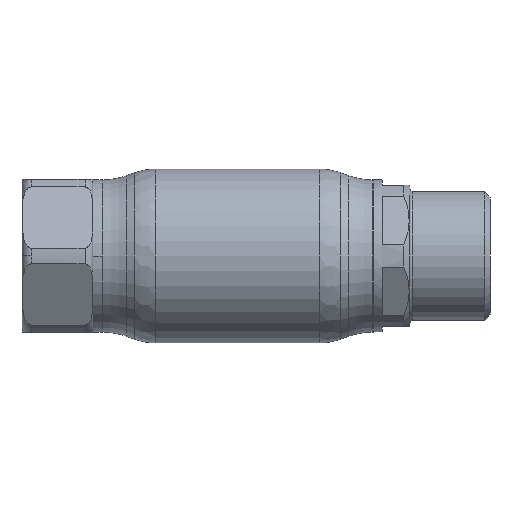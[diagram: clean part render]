
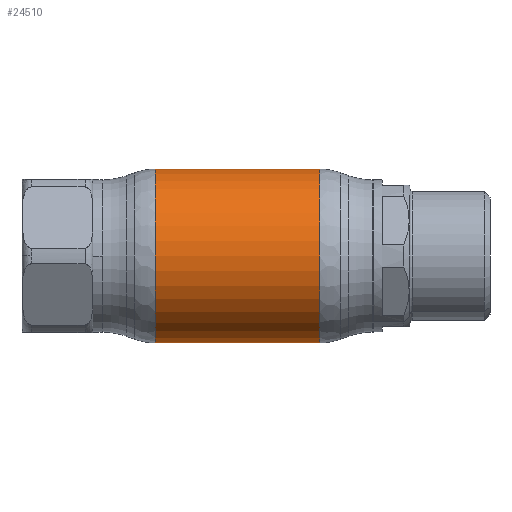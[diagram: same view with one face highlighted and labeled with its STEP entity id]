
A CAD part, front view. The second image highlights one B-rep face of the part: STEP entity #24510.
In plain terms, the highlighted cylindrical face has radius 28.25 mm (diameter 56.5 mm), a partial arc.
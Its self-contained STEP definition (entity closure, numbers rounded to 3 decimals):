
#801 = LINE ( 'NONE', #48599, #1681 ) ;
#1681 = VECTOR ( 'NONE', #22870, 1000. ) ;
#3228 = CARTESIAN_POINT ( 'NONE',  ( -26.673, 0., 0. ) ) ;
#3670 = ORIENTED_EDGE ( 'NONE', *, *, #40570, .T. ) ;
#5195 = CARTESIAN_POINT ( 'NONE',  ( -62.69, 0., 28.25 ) ) ;
#8023 = DIRECTION ( 'NONE',  ( 0., 0., 1. ) ) ;
#9944 = AXIS2_PLACEMENT_3D ( 'NONE', #3228, #20967, #49590 ) ;
#10951 = CYLINDRICAL_SURFACE ( 'NONE', #24641, 28.25 ) ;
#12803 = VERTEX_POINT ( 'NONE', #20549 ) ;
#17987 = EDGE_CURVE ( 'NONE', #54496, #25451, #801, .T. ) ;
#18110 = CARTESIAN_POINT ( 'NONE',  ( 26.673, 0., 0. ) ) ;
#19359 = ORIENTED_EDGE ( 'NONE', *, *, #46597, .F. ) ;
#20549 = CARTESIAN_POINT ( 'NONE',  ( 26.673, 0., 28.25 ) ) ;
#20714 = CIRCLE ( 'NONE', #50571, 28.25 ) ;
#20967 = DIRECTION ( 'NONE',  ( -1., 0., 0. ) ) ;
#22870 = DIRECTION ( 'NONE',  ( -1., 0., 0. ) ) ;
#24239 = VERTEX_POINT ( 'NONE', #37314 ) ;
#24510 = ADVANCED_FACE ( 'NONE', ( #50950 ), #10951, .T. ) ;
#24641 = AXIS2_PLACEMENT_3D ( 'NONE', #24952, #29903, #8023 ) ;
#24952 = CARTESIAN_POINT ( 'NONE',  ( -62.69, 0., 0. ) ) ;
#25291 = CARTESIAN_POINT ( 'NONE',  ( -26.673, 0., -28.25 ) ) ;
#25451 = VERTEX_POINT ( 'NONE', #25291 ) ;
#27646 = VECTOR ( 'NONE', #44880, 1000. ) ;
#29471 = CIRCLE ( 'NONE', #9944, 28.25 ) ;
#29903 = DIRECTION ( 'NONE',  ( -1., 0., 0. ) ) ;
#33313 = ORIENTED_EDGE ( 'NONE', *, *, #57254, .T. ) ;
#35116 = ORIENTED_EDGE ( 'NONE', *, *, #17987, .F. ) ;
#35353 = DIRECTION ( 'NONE',  ( -1., 0., 0. ) ) ;
#35603 = CARTESIAN_POINT ( 'NONE',  ( 26.673, 0., -28.25 ) ) ;
#37314 = CARTESIAN_POINT ( 'NONE',  ( -26.673, 0., 28.25 ) ) ;
#37876 = EDGE_LOOP ( 'NONE', ( #35116, #33313, #3670, #19359 ) ) ;
#40022 = DIRECTION ( 'NONE',  ( 0., 0., 1. ) ) ;
#40570 = EDGE_CURVE ( 'NONE', #12803, #24239, #49820, .T. ) ;
#44880 = DIRECTION ( 'NONE',  ( -1., 0., 0. ) ) ;
#46597 = EDGE_CURVE ( 'NONE', #25451, #24239, #29471, .T. ) ;
#48599 = CARTESIAN_POINT ( 'NONE',  ( -62.69, 0., -28.25 ) ) ;
#49590 = DIRECTION ( 'NONE',  ( 0., 0., 1. ) ) ;
#49820 = LINE ( 'NONE', #5195, #27646 ) ;
#50571 = AXIS2_PLACEMENT_3D ( 'NONE', #18110, #35353, #40022 ) ;
#50950 = FACE_OUTER_BOUND ( 'NONE', #37876, .T. ) ;
#54496 = VERTEX_POINT ( 'NONE', #35603 ) ;
#57254 = EDGE_CURVE ( 'NONE', #54496, #12803, #20714, .T. ) ;
